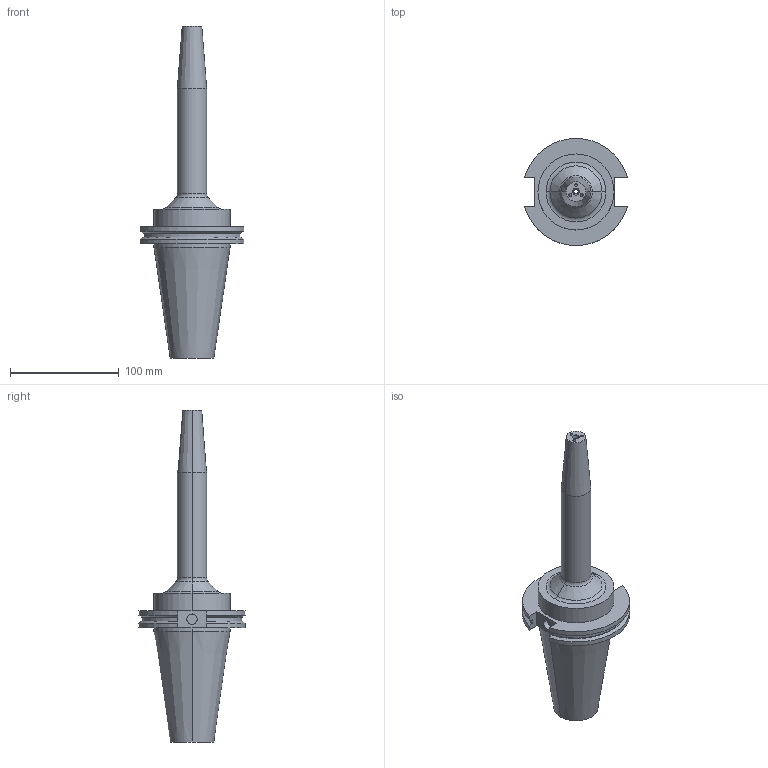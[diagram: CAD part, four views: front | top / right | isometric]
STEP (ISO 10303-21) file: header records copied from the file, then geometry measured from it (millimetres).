
FILE_DESCRIPTION (( 'STEP AP203' ), '1' );
FILE_NAME ('STP-29054-8B.STEP', '2019-07-24T03:17:09', ( '' ), ( '' ), 'SwSTEP 2.0', 'SolidWorks 2017', '' );
FILE_SCHEMA (( 'CONFIG_CONTROL_DESIGN' ));
Length unit declared in the file: millimetre
Products named in the file (1): STP-29054-8B
Bounding box: 94.95 x 98.05 x 304.8 mm (x, y, z)
Volume: 482637.5 mm3; surface area: 63076.8 mm2
Topology: 1 solids, 1 shells, 80 faces, 199 edges, 126 vertices
Faces by surface type: cylinder 32, plane 22, cone 16, bspline 6, torus 4
Entity records: 2780 total; most frequent: CARTESIAN_POINT 790, DIRECTION 403, ORIENTED_EDGE 398, EDGE_CURVE 199, AXIS2_PLACEMENT_3D 159, VERTEX_POINT 126, EDGE_LOOP 93, VECTOR 85
